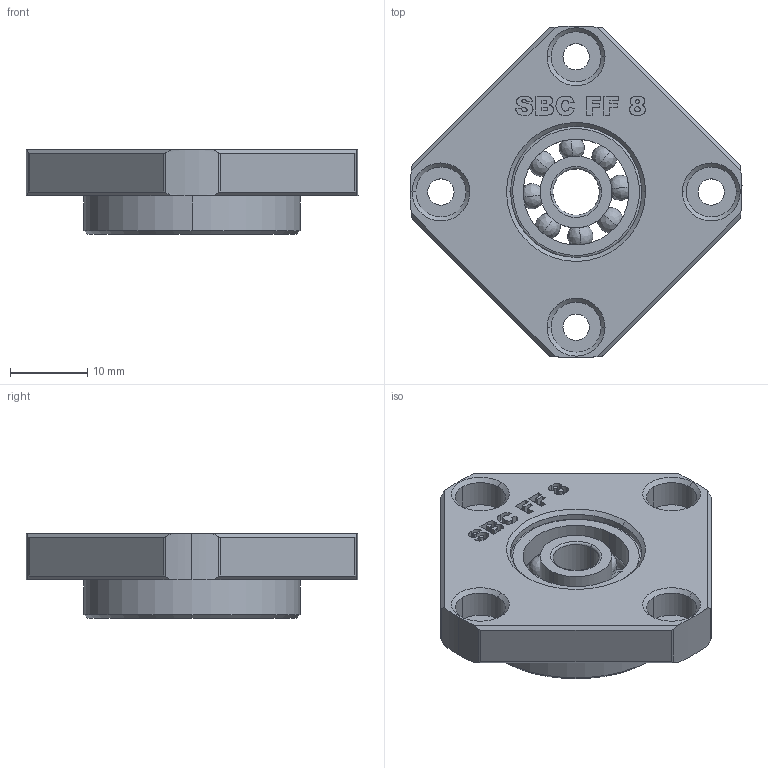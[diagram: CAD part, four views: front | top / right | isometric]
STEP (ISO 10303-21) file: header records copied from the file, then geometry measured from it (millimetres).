
FILE_DESCRIPTION (( 'STEP AP203' ), '1' );
FILE_NAME ('FF 08.STEP', '2014-10-22T05:46:49', ( 'star' ), ( '' ), 'SwSTEP 2.0', 'SolidWorks 2013', '' );
FILE_SCHEMA (( 'CONFIG_CONTROL_DESIGN' ));
Length unit declared in the file: millimetre
Products named in the file (3): FF 8; #606; FF 08
Assembly tree (2 placements, depth 2):
  FF 08
    FF 8
    #606
Bounding box: 42.98 x 42.96 x 11 mm (x, y, z)
Volume: 8128.6 mm3; surface area: 5786.7 mm2
Topology: 2 solids, 2 shells, 211 faces, 620 edges, 388 vertices
Faces by surface type: bspline 78, plane 74, cylinder 37, cone 14, torus 8
Entity records: 12921 total; most frequent: CARTESIAN_POINT 7632, ORIENTED_EDGE 1176, DIRECTION 834, EDGE_CURVE 588, VERTEX_POINT 388, AXIS2_PLACEMENT_3D 292, LINE 250, VECTOR 250
